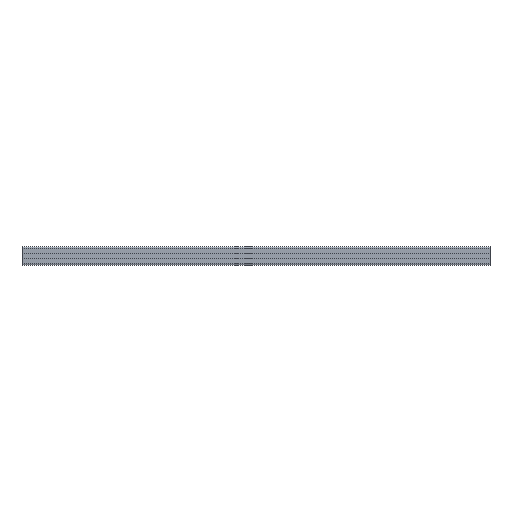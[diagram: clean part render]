
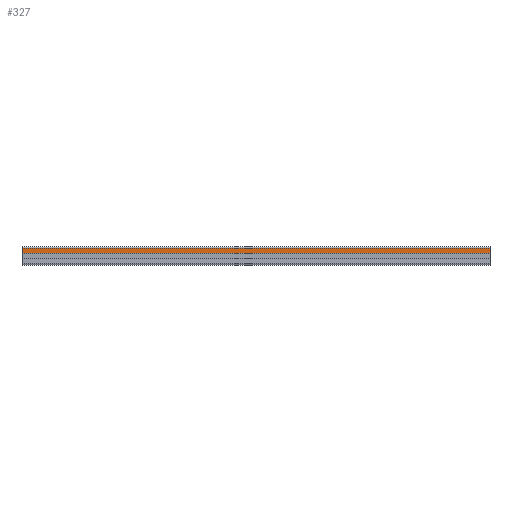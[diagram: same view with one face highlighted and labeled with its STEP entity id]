
A CAD part, front view. The second image highlights one B-rep face of the part: STEP entity #327.
In plain terms, the highlighted planar face has unit normal (0, -1, 0).
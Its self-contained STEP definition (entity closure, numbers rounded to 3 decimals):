
#327=ADVANCED_FACE('',(#691),#692,.T.);
#691=FACE_OUTER_BOUND('',#1101,.T.);
#692=PLANE('',#1102);
#1101=EDGE_LOOP('',(#1935,#1936,#1937,#1938));
#1102=AXIS2_PLACEMENT_3D('',#1939,#1940,#1941);
#1935=ORIENTED_EDGE('',*,*,#2881,.T.);
#1936=ORIENTED_EDGE('',*,*,#2882,.F.);
#1937=ORIENTED_EDGE('',*,*,#2883,.T.);
#1938=ORIENTED_EDGE('',*,*,#2878,.T.);
#1939=CARTESIAN_POINT('',(0.0,-20.0,11.4));
#1940=DIRECTION('',(0.0,-1.0,0.0));
#1941=DIRECTION('',(0.0,0.0,-1.0));
#2878=EDGE_CURVE('',#3566,#3564,#3567,.T.);
#2881=EDGE_CURVE('',#3564,#3570,#3571,.T.);
#2882=EDGE_CURVE('',#3572,#3570,#3573,.T.);
#2883=EDGE_CURVE('',#3572,#3566,#3574,.T.);
#3564=VERTEX_POINT('',#4567);
#3566=VERTEX_POINT('',#4570);
#3567=LINE('',#4571,#4572);
#3570=VERTEX_POINT('',#4576);
#3571=LINE('',#4577,#4578);
#3572=VERTEX_POINT('',#4579);
#3573=LINE('',#4580,#4581);
#3574=LINE('',#4582,#4583);
#4567=CARTESIAN_POINT('',(1000.0,-20.0,5.8));
#4570=CARTESIAN_POINT('',(0.0,-20.0,5.8));
#4571=CARTESIAN_POINT('',(0.0,-20.0,5.8));
#4572=VECTOR('',#5249,1.0);
#4576=CARTESIAN_POINT('',(1000.0,-20.0,17.));
#4577=CARTESIAN_POINT('',(1000.0,-20.0,17.0));
#4578=VECTOR('',#5251,1.0);
#4579=CARTESIAN_POINT('',(0.0,-20.0,17.));
#4580=CARTESIAN_POINT('',(0.0,-20.0,17.));
#4581=VECTOR('',#5252,1.0);
#4582=CARTESIAN_POINT('',(0.0,-20.0,17.0));
#4583=VECTOR('',#5253,1.0);
#5249=DIRECTION('',(1.0,0.0,0.0));
#5251=DIRECTION('',(0.0,0.0,1.0));
#5252=DIRECTION('',(1.0,0.0,0.0));
#5253=DIRECTION('',(0.0,0.0,-1.0));
